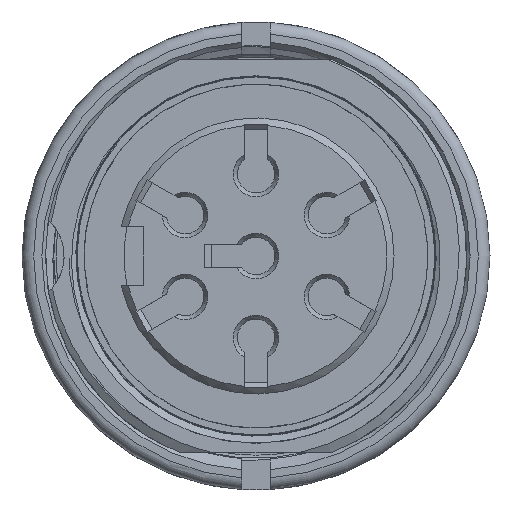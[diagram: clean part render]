
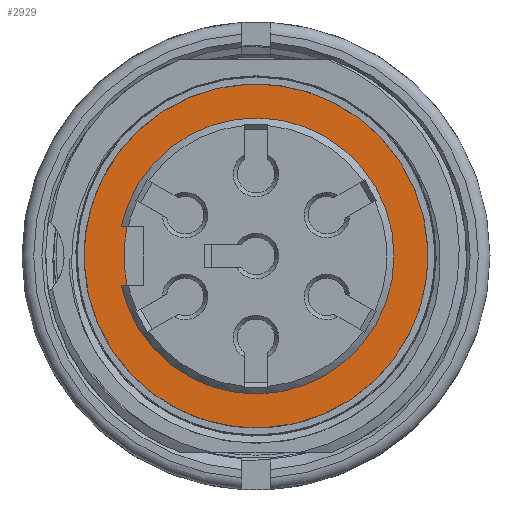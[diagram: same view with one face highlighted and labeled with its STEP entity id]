
A CAD part, front view. The second image highlights one B-rep face of the part: STEP entity #2929.
In plain terms, the highlighted planar face has unit normal (0, -1, 0).
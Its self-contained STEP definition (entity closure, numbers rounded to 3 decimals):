
#2226=FACE_BOUND('',#4099,.T.);
#2227=FACE_BOUND('',#4100,.T.);
#2505=PLANE('',#11355);
#2929=ADVANCED_FACE('',(#2226,#2227),#2505,.T.);
#4099=EDGE_LOOP('',(#7425));
#4100=EDGE_LOOP('',(#7426,#7427,#7428,#7429));
#4846=LINE('',#17052,#5578);
#4847=LINE('',#17053,#5579);
#5578=VECTOR('',#12760,1.);
#5579=VECTOR('',#12761,1.);
#7425=ORIENTED_EDGE('',*,*,#10271,.T.);
#7426=ORIENTED_EDGE('',*,*,#10276,.T.);
#7427=ORIENTED_EDGE('',*,*,#10277,.T.);
#7428=ORIENTED_EDGE('',*,*,#10272,.T.);
#7429=ORIENTED_EDGE('',*,*,#10278,.T.);
#9066=VERTEX_POINT('',#17038);
#9067=VERTEX_POINT('',#17041);
#9068=VERTEX_POINT('',#17042);
#9071=VERTEX_POINT('',#17050);
#9072=VERTEX_POINT('',#17051);
#10271=EDGE_CURVE('',#9066,#9066,#10949,.T.);
#10272=EDGE_CURVE('',#9067,#9068,#10950,.T.);
#10276=EDGE_CURVE('',#9071,#9072,#10952,.T.);
#10277=EDGE_CURVE('',#9072,#9067,#4846,.T.);
#10278=EDGE_CURVE('',#9068,#9071,#4847,.T.);
#10949=CIRCLE('',#11349,7.35);
#10950=CIRCLE('',#11351,5.65);
#10952=CIRCLE('',#11354,5.9);
#11349=AXIS2_PLACEMENT_3D('',#17037,#12746,#12747);
#11351=AXIS2_PLACEMENT_3D('',#17040,#12750,#12751);
#11354=AXIS2_PLACEMENT_3D('',#17049,#12758,#12759);
#11355=AXIS2_PLACEMENT_3D('',#17054,#12762,#12763);
#12746=DIRECTION('',(0.,-1.,0.));
#12747=DIRECTION('',(0.547,0.,-0.837));
#12750=DIRECTION('',(0.,1.,0.));
#12751=DIRECTION('',(0.547,0.,-0.837));
#12758=DIRECTION('',(0.,1.,0.));
#12759=DIRECTION('',(0.,0.,-1.));
#12760=DIRECTION('',(1.,0.,0.));
#12761=DIRECTION('',(-1.,0.,0.));
#12762=DIRECTION('',(0.,-1.,0.));
#12763=DIRECTION('',(0.837,0.,0.547));
#17037=CARTESIAN_POINT('',(0.596,-17.756,0.));
#17038=CARTESIAN_POINT('',(4.616,-17.756,-6.153));
#17040=CARTESIAN_POINT('',(0.596,-17.756,0.));
#17041=CARTESIAN_POINT('',(-4.914,-17.756,-1.25));
#17042=CARTESIAN_POINT('',(-4.914,-17.756,1.25));
#17049=CARTESIAN_POINT('',(0.596,-17.756,0.));
#17050=CARTESIAN_POINT('',(-5.17,-17.756,1.25));
#17051=CARTESIAN_POINT('',(-5.17,-17.756,-1.25));
#17052=CARTESIAN_POINT('',(-4.204,-17.756,-1.25));
#17053=CARTESIAN_POINT('',(-6.503,-17.756,1.25));
#17054=CARTESIAN_POINT('',(0.596,-17.756,0.));
